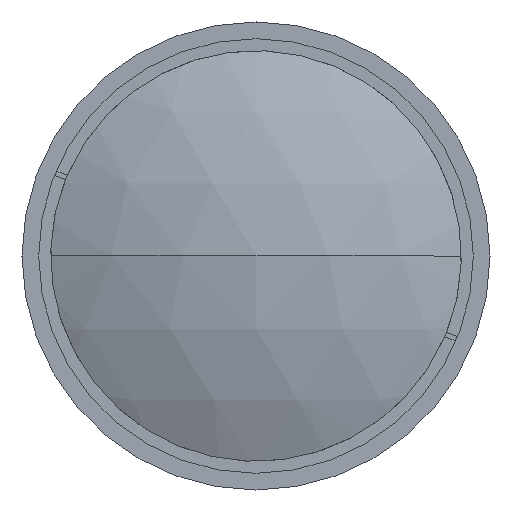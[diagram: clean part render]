
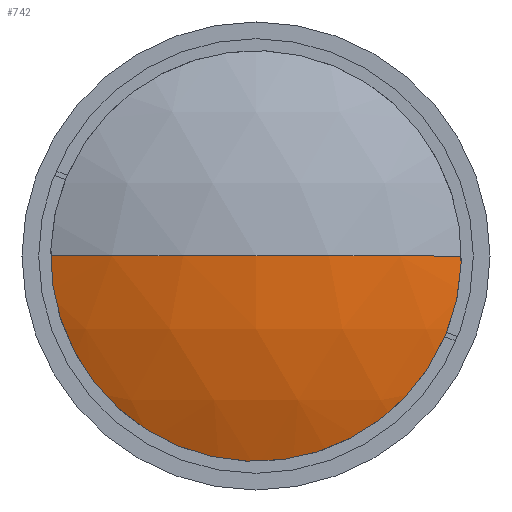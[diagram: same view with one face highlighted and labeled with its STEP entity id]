
A CAD part, left-side view. The second image highlights one B-rep face of the part: STEP entity #742.
In plain terms, the highlighted spherical face has radius 105.218 mm.
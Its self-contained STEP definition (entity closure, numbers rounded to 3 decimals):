
#109 = AXIS2_PLACEMENT_3D ( 'NONE', #2244, #234, #1785 ) ;
#233 = SPHERICAL_SURFACE ( 'NONE', #2618, 105.218 ) ;
#234 = DIRECTION ( 'NONE',  ( 0., 0., 1. ) ) ;
#282 = CARTESIAN_POINT ( 'NONE',  ( 0., 0., 0. ) ) ;
#362 = ORIENTED_EDGE ( 'NONE', *, *, #2382, .T. ) ;
#655 = VERTEX_POINT ( 'NONE', #282 ) ;
#699 = AXIS2_PLACEMENT_3D ( 'NONE', #2320, #1613, #2092 ) ;
#742 = ADVANCED_FACE ( 'NONE', ( #1924 ), #233, .T. ) ;
#827 = CARTESIAN_POINT ( 'NONE',  ( 105.218, 0., 0. ) ) ;
#880 = DIRECTION ( 'NONE',  ( 0., 1., 0. ) ) ;
#891 = CIRCLE ( 'NONE', #1845, 105.218 ) ;
#948 = CARTESIAN_POINT ( 'NONE',  ( 105.218, 0., 0. ) ) ;
#1172 = CARTESIAN_POINT ( 'NONE',  ( 9.873, -44.5, 0. ) ) ;
#1353 = ORIENTED_EDGE ( 'NONE', *, *, #2129, .F. ) ;
#1465 = CARTESIAN_POINT ( 'NONE',  ( 9.873, 44.5, 0. ) ) ;
#1557 = VERTEX_POINT ( 'NONE', #1172 ) ;
#1594 = DIRECTION ( 'NONE',  ( 0., 0., -1. ) ) ;
#1613 = DIRECTION ( 'NONE',  ( -1., 0., 0. ) ) ;
#1636 = VERTEX_POINT ( 'NONE', #1465 ) ;
#1785 = DIRECTION ( 'NONE',  ( 1., 0., 0. ) ) ;
#1845 = AXIS2_PLACEMENT_3D ( 'NONE', #948, #1594, #2035 ) ;
#1883 = CIRCLE ( 'NONE', #699, 44.5 ) ;
#1924 = FACE_OUTER_BOUND ( 'NONE', #2548, .T. ) ;
#2035 = DIRECTION ( 'NONE',  ( 0., 1., 0. ) ) ;
#2090 = ORIENTED_EDGE ( 'NONE', *, *, #2765, .T. ) ;
#2092 = DIRECTION ( 'NONE',  ( 0., 0., 1. ) ) ;
#2129 = EDGE_CURVE ( 'NONE', #1636, #655, #2390, .T. ) ;
#2153 = DIRECTION ( 'NONE',  ( 0., 0., -1. ) ) ;
#2244 = CARTESIAN_POINT ( 'NONE',  ( 105.218, 0., 0. ) ) ;
#2320 = CARTESIAN_POINT ( 'NONE',  ( 9.873, 0., 0. ) ) ;
#2382 = EDGE_CURVE ( 'NONE', #1636, #1557, #1883, .T. ) ;
#2390 = CIRCLE ( 'NONE', #109, 105.218 ) ;
#2548 = EDGE_LOOP ( 'NONE', ( #362, #2090, #1353 ) ) ;
#2618 = AXIS2_PLACEMENT_3D ( 'NONE', #827, #2153, #880 ) ;
#2765 = EDGE_CURVE ( 'NONE', #1557, #655, #891, .T. ) ;
